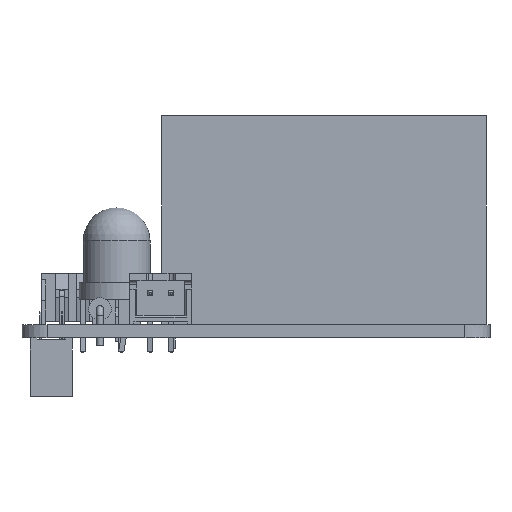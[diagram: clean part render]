
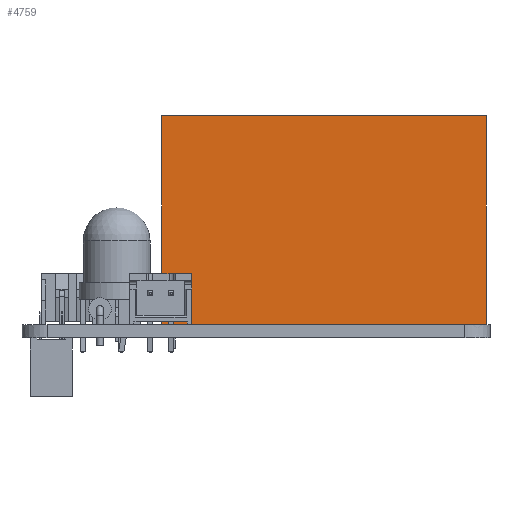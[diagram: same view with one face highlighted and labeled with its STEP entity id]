
A CAD part, left-side view. The second image highlights one B-rep face of the part: STEP entity #4759.
In plain terms, the highlighted planar face has unit normal (-1, 0, 0).
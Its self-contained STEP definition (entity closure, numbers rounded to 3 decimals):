
#4759 = ADVANCED_FACE('',(#4760),#4794,.T.);
#4760 = FACE_BOUND('',#4761,.T.);
#4761 = EDGE_LOOP('',(#4762,#4772,#4780,#4788));
#4762 = ORIENTED_EDGE('',*,*,#4763,.F.);
#4763 = EDGE_CURVE('',#4764,#4766,#4768,.T.);
#4764 = VERTEX_POINT('',#4765);
#4765 = CARTESIAN_POINT('',(10.392,15.215,0.));
#4766 = VERTEX_POINT('',#4767);
#4767 = CARTESIAN_POINT('',(10.392,54.015,0.));
#4768 = LINE('',#4769,#4770);
#4769 = CARTESIAN_POINT('',(10.392,15.215,0.));
#4770 = VECTOR('',#4771,1.);
#4771 = DIRECTION('',(0.,1.,0.));
#4772 = ORIENTED_EDGE('',*,*,#4773,.T.);
#4773 = EDGE_CURVE('',#4764,#4774,#4776,.T.);
#4774 = VERTEX_POINT('',#4775);
#4775 = CARTESIAN_POINT('',(10.392,15.215,25.));
#4776 = LINE('',#4777,#4778);
#4777 = CARTESIAN_POINT('',(10.392,15.215,0.));
#4778 = VECTOR('',#4779,1.);
#4779 = DIRECTION('',(0.,0.,1.));
#4780 = ORIENTED_EDGE('',*,*,#4781,.F.);
#4781 = EDGE_CURVE('',#4782,#4774,#4784,.T.);
#4782 = VERTEX_POINT('',#4783);
#4783 = CARTESIAN_POINT('',(10.392,54.015,25.));
#4784 = LINE('',#4785,#4786);
#4785 = CARTESIAN_POINT('',(10.392,15.215,25.));
#4786 = VECTOR('',#4787,1.);
#4787 = DIRECTION('',(0.,-1.,0.));
#4788 = ORIENTED_EDGE('',*,*,#4789,.F.);
#4789 = EDGE_CURVE('',#4766,#4782,#4790,.T.);
#4790 = LINE('',#4791,#4792);
#4791 = CARTESIAN_POINT('',(10.392,54.015,0.));
#4792 = VECTOR('',#4793,1.);
#4793 = DIRECTION('',(0.,0.,1.));
#4794 = PLANE('',#4795);
#4795 = AXIS2_PLACEMENT_3D('',#4796,#4797,#4798);
#4796 = CARTESIAN_POINT('',(10.392,54.015,0.));
#4797 = DIRECTION('',(-1.,0.,0.));
#4798 = DIRECTION('',(0.,-1.,0.));
